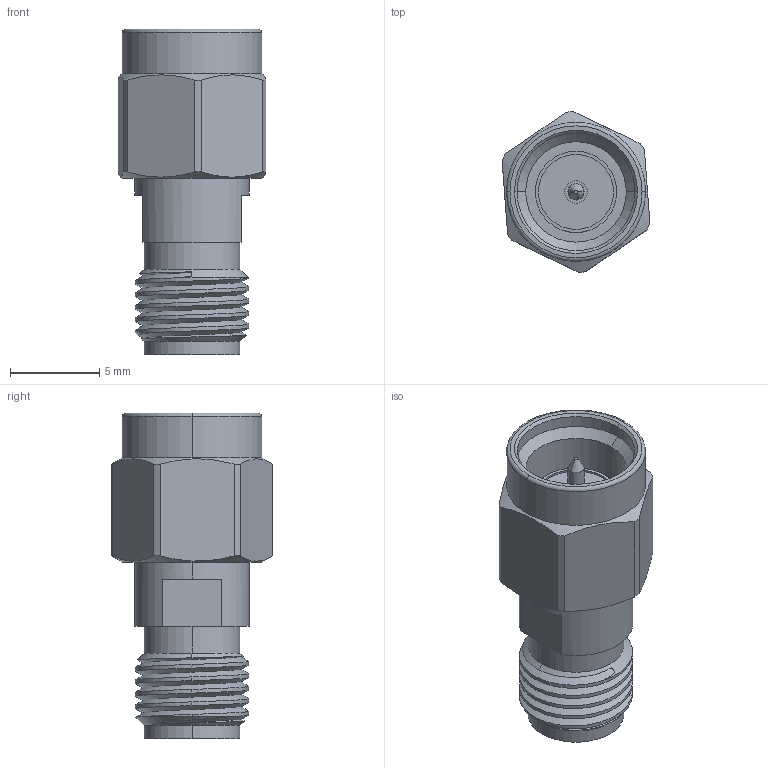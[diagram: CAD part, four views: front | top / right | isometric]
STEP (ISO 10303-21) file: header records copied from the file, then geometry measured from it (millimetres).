
FILE_DESCRIPTION (( 'STEP AP214' ), '1' );
FILE_NAME ('SMA-KJ.STEP', '2023-08-31T08:33:53', ( '' ), ( '' ), 'SwSTEP 2.0', 'SolidWorks 2013', '' );
FILE_SCHEMA (( 'AUTOMOTIVE_DESIGN' ));
Length unit declared in the file: millimetre
Products named in the file (1): SMA-KJ
Bounding box: 8.28 x 9 x 18.25 mm (x, y, z)
Volume: 593.6 mm3; surface area: 716.7 mm2
Topology: 3 solids, 3 shells, 111 faces, 266 edges, 170 vertices
Faces by surface type: cylinder 46, plane 38, cone 23, torus 2, bspline 2
Entity records: 3949 total; most frequent: CARTESIAN_POINT 1348, DIRECTION 542, ORIENTED_EDGE 532, EDGE_CURVE 266, AXIS2_PLACEMENT_3D 219, VERTEX_POINT 170, EDGE_LOOP 120, ADVANCED_FACE 111
